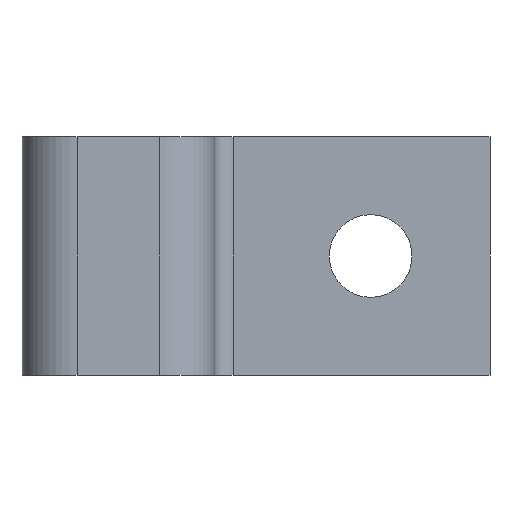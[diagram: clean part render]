
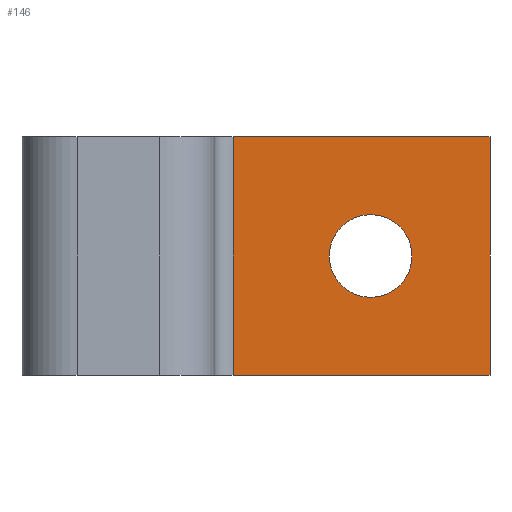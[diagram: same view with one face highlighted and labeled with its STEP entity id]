
A CAD part, front view. The second image highlights one B-rep face of the part: STEP entity #146.
In plain terms, the highlighted planar face has unit normal (0, -1, 0).
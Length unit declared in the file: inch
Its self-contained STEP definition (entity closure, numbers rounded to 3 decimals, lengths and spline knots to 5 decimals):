
#146=ADVANCED_FACE('',(#266,#267),#268,.T.);
#266=FACE_BOUND('',#504,.T.);
#267=FACE_OUTER_BOUND('',#505,.T.);
#268=PLANE('',#506);
#504=EDGE_LOOP('',(#708,#709,#710,#711));
#505=EDGE_LOOP('',(#712,#713,#714,#715));
#506=AXIS2_PLACEMENT_3D('',#716,#717,#718);
#708=ORIENTED_EDGE('',*,*,#784,.T.);
#709=ORIENTED_EDGE('',*,*,#780,.T.);
#710=ORIENTED_EDGE('',*,*,#793,.T.);
#711=ORIENTED_EDGE('',*,*,#773,.T.);
#712=ORIENTED_EDGE('',*,*,#738,.T.);
#713=ORIENTED_EDGE('',*,*,#798,.F.);
#714=ORIENTED_EDGE('',*,*,#758,.T.);
#715=ORIENTED_EDGE('',*,*,#721,.T.);
#716=CARTESIAN_POINT('',(0.96859,2.43713,0.0));
#717=DIRECTION('',(0.0,-1.0,0.0));
#718=DIRECTION('',(1.0,0.0,0.0));
#721=EDGE_CURVE('',#806,#804,#807,.T.);
#738=EDGE_CURVE('',#804,#837,#839,.T.);
#758=EDGE_CURVE('',#870,#806,#871,.T.);
#773=EDGE_CURVE('',#893,#891,#894,.T.);
#780=EDGE_CURVE('',#902,#900,#903,.T.);
#784=EDGE_CURVE('',#891,#902,#907,.T.);
#793=EDGE_CURVE('',#900,#893,#916,.T.);
#798=EDGE_CURVE('',#870,#837,#921,.T.);
#804=VERTEX_POINT('',#927);
#806=VERTEX_POINT('',#930);
#807=LINE('',#931,#932);
#837=VERTEX_POINT('',#986);
#839=LINE('',#991,#992);
#870=VERTEX_POINT('',#1048);
#871=LINE('',#1049,#1050);
#891=VERTEX_POINT('',#1091);
#893=VERTEX_POINT('',#1094);
#894=B_SPLINE_CURVE_WITH_KNOTS('',3,(#1095,#1096,#1097,#1098),.UNSPECIFIED.,.F.,.F.,(4,4),(0.0,1.0),.UNSPECIFIED.);
#900=VERTEX_POINT('',#1107);
#902=VERTEX_POINT('',#1110);
#903=B_SPLINE_CURVE_WITH_KNOTS('',3,(#1111,#1112,#1113,#1114),.UNSPECIFIED.,.F.,.F.,(4,4),(0.0,1.0),.UNSPECIFIED.);
#907=B_SPLINE_CURVE_WITH_KNOTS('',3,(#1119,#1120,#1121,#1122),.UNSPECIFIED.,.F.,.F.,(4,4),(0.0,1.0),.UNSPECIFIED.);
#916=B_SPLINE_CURVE_WITH_KNOTS('',3,(#1134,#1135,#1136,#1137),.UNSPECIFIED.,.F.,.F.,(4,4),(0.0,1.0),.UNSPECIFIED.);
#921=LINE('',#1143,#1144);
#927=CARTESIAN_POINT('',(1.40603,2.43713,0.8125));
#930=CARTESIAN_POINT('',(1.40603,2.43713,0.0));
#931=CARTESIAN_POINT('',(1.40603,2.43713,0.0));
#932=VECTOR('',#1149,1.0);
#986=CARTESIAN_POINT('',(0.53115,2.43713,0.8125));
#991=CARTESIAN_POINT('',(0.53115,2.43713,0.8125));
#992=VECTOR('',#1159,1.0);
#1048=CARTESIAN_POINT('',(0.53115,2.43713,0.0));
#1049=CARTESIAN_POINT('',(0.53115,2.43713,0.0));
#1050=VECTOR('',#1170,1.0);
#1091=CARTESIAN_POINT('',(0.85916,2.43713,0.40625));
#1094=CARTESIAN_POINT('',(0.99978,2.43713,0.26563));
#1095=CARTESIAN_POINT('',(0.99978,2.43713,0.26563));
#1096=CARTESIAN_POINT('',(0.92212,2.43713,0.26563));
#1097=CARTESIAN_POINT('',(0.85916,2.43713,0.32859));
#1098=CARTESIAN_POINT('',(0.85916,2.43713,0.40625));
#1107=CARTESIAN_POINT('',(1.14041,2.43713,0.40625));
#1110=CARTESIAN_POINT('',(0.99978,2.43713,0.54688));
#1111=CARTESIAN_POINT('',(0.99978,2.43713,0.54688));
#1112=CARTESIAN_POINT('',(1.07745,2.43713,0.54688));
#1113=CARTESIAN_POINT('',(1.14041,2.43713,0.48391));
#1114=CARTESIAN_POINT('',(1.14041,2.43713,0.40625));
#1119=CARTESIAN_POINT('',(0.85916,2.43713,0.40625));
#1120=CARTESIAN_POINT('',(0.85916,2.43713,0.48391));
#1121=CARTESIAN_POINT('',(0.92212,2.43713,0.54688));
#1122=CARTESIAN_POINT('',(0.99978,2.43713,0.54688));
#1134=CARTESIAN_POINT('',(1.14041,2.43713,0.40625));
#1135=CARTESIAN_POINT('',(1.14041,2.43713,0.32859));
#1136=CARTESIAN_POINT('',(1.07745,2.43713,0.26563));
#1137=CARTESIAN_POINT('',(0.99978,2.43713,0.26563));
#1143=CARTESIAN_POINT('',(0.53115,2.43713,0.0));
#1144=VECTOR('',#1187,1.0);
#1149=DIRECTION('',(0.0,0.0,1.0));
#1159=DIRECTION('',(-1.0,-0.0,-0.0));
#1170=DIRECTION('',(1.0,0.0,0.0));
#1187=DIRECTION('',(0.0,0.0,1.0));
